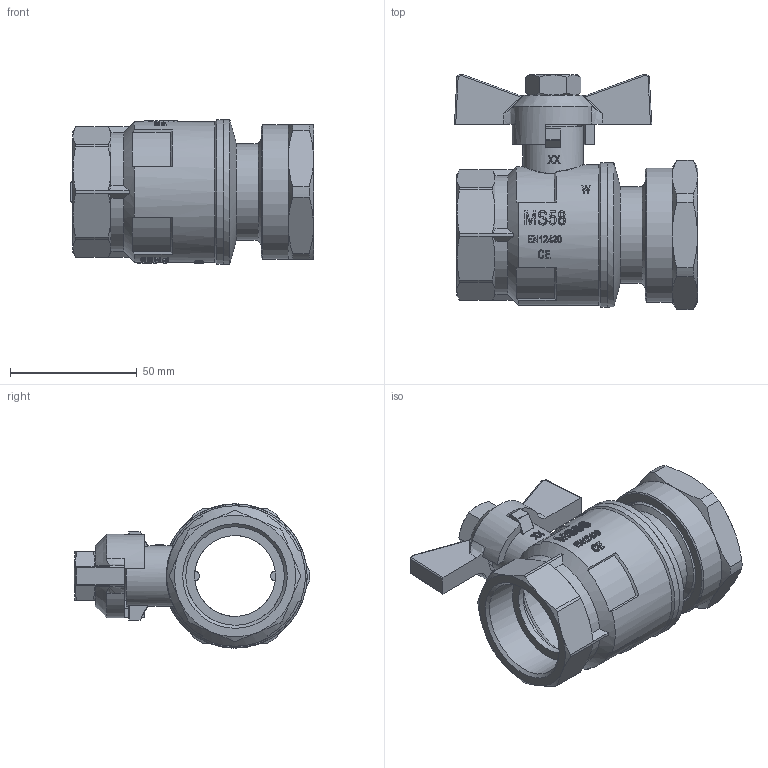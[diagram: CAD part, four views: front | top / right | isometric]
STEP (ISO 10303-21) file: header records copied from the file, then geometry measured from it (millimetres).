
FILE_DESCRIPTION(/* description */ ('Unknown'),/* implementation_level */ '2;1');
FILE_NAME(/* name */ '708-78',/* time_stamp */ '2022-07-22T09:16:23+02:00',/* author */ ('Unknown'),/* organization */ ('Unknown'),/* preprocessor_version */ 'ST-DEVELOPER v16.7',/* originating_system */ 'Solid Edge',/* authorisation */ 'Unknown');
FILE_SCHEMA (('AUTOMOTIVE_DESIGN {1 0 10303 214 3 1 1}'));
Length unit declared in the file: millimetre
Products named in the file (14): 708-78-STEP-KUNDE; Fl_gelgriff-1_1_4-1_1_2; Dichtung; 600-1_1_4-Kvrper; 600-1_1_4-Einschraubteil; 1_1_4-Mutter-fl.g; 1_1_4-Mutter-fl.g.; 600-1_1_4-Stopfbuchse; _berwurfmutter
Assembly tree (13 placements, depth 3):
  708-78-STEP-KUNDE
    Fl_gelgriff-1_1_4-1_1_2
      Fl_gelgriff-1_1_4-1_1_2
    Dichtung
    600-1_1_4-Kvrper
      600-1_1_4-Kvrper
    600-1_1_4-Einschraubteil
      600-1_1_4-Einschraubteil
    1_1_4-Mutter-fl.g
      1_1_4-Mutter-fl.g.
    600-1_1_4-Stopfbuchse
      600-1_1_4-Stopfbuchse
    _berwurfmutter
      _berwurfmutter
Bounding box: 96.1 x 93.01 x 57 mm (x, y, z)
Volume: 85441.6 mm3; surface area: 54628.8 mm2
Topology: 7 solids, 7 shells, 1327 faces, 3675 edges, 2406 vertices
Faces by surface type: plane 1086, cylinder 135, cone 67, bspline 21, sphere 16, torus 2
Full cylindrical faces by diameter (mm): 10.2 x1, 14.1 x1, 14.5 x1, 16 x1, 18 x1, 18.38 x1, 20 x1, 24 x1, 26 x1, 32 x3, 32.8 x1, 38 x1, 38.952 x1, 42 x1, 42.001 x1, 42.5 x1, 44.8 x2, 44.845 x2, 48 x1, 50.5 x1, 52 x1, 52.002 x1, 53 x1, 54 x1, 55.5 x1, 57 x2
Entity records: 49849 total; most frequent: CARTESIAN_POINT 14439, DIRECTION 8098, ORIENTED_EDGE 7168, EDGE_CURVE 3584, AXIS2_PLACEMENT_3D 3363, VERTEX_POINT 2385, ELLIPSE 1622, EDGE_LOOP 1457
